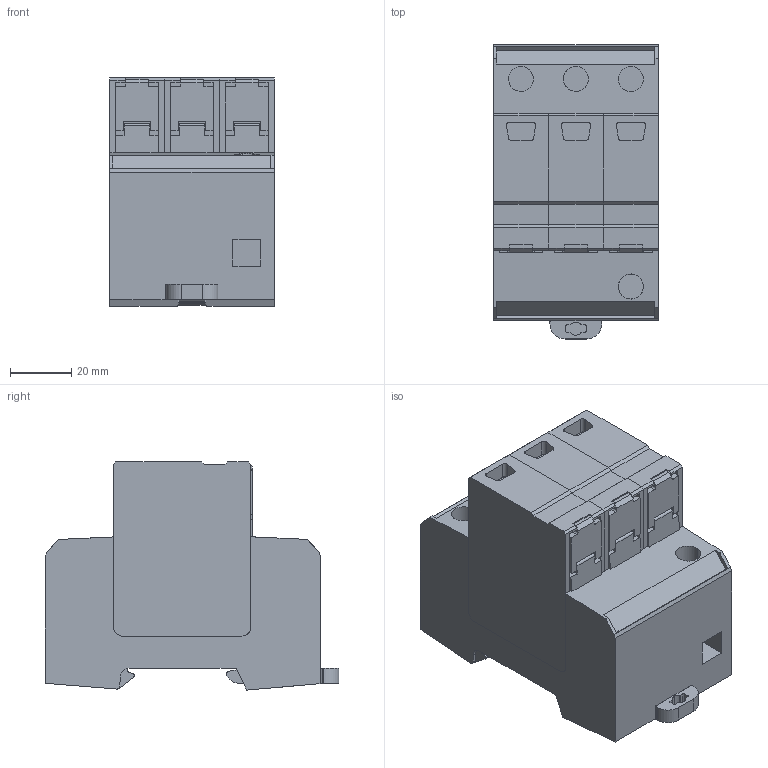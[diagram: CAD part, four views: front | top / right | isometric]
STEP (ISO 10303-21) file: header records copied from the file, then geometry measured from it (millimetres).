
FILE_DESCRIPTION(('CATIA V5 STEP Exchange','CAx-IF Rec.Pracs.--- Model Styling and Organization---1.4--- 2014-01-23'),'2;1');
FILE_NAME ('D1418677_2', '2020-04-16T12:20:37+00:00', ('none'), ('Weidmueller'), 'CATIA Version 5-6 Release 2016 SP3 HF44', 'CATIA V5 STEP AP214', 'none');
FILE_SCHEMA(('AUTOMOTIVE_DESIGN { 1 0 10303 214 1 1 1 1 }'));
Length unit declared in the file: millimetre
Products named in the file (1): S3D_VPU_AC_II_US_3_XXX
Bounding box: 54 x 96.23 x 74.75 mm (x, y, z)
Volume: 272841.1 mm3; surface area: 66261 mm2
Topology: 23 solids, 23 shells, 659 faces, 1925 edges, 1346 vertices
Faces by surface type: plane 490, cylinder 125, extrusion 44
Entity records: 22596 total; most frequent: CARTESIAN_POINT 5206, ORIENTED_EDGE 3850, DIRECTION 2713, EDGE_CURVE 1925, VECTOR 1504, LINE 1460, VERTEX_POINT 1346, AXIS2_PLACEMENT_3D 746
